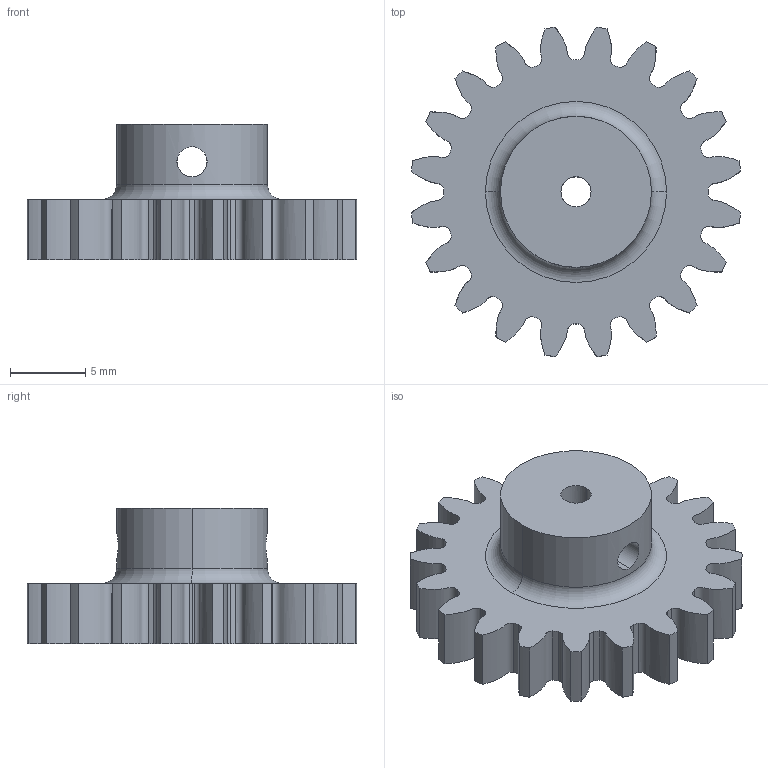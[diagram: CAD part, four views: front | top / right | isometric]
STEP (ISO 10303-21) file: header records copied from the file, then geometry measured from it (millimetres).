
FILE_DESCRIPTION (( 'STEP AP214' ), '1' );
FILE_NAME ('屾喘唳萇儂喘謫.STEP', '2024-12-18T05:57:39', ( '' ), ( '' ), 'SwSTEP 2.0', 'SolidWorks 2023', '' );
FILE_SCHEMA (( 'AUTOMOTIVE_DESIGN' ));
Length unit declared in the file: millimetre
Products named in the file (1): 少齿版电机齿轮
Bounding box: 21.83 x 21.83 x 9 mm (x, y, z)
Volume: 1579.7 mm3; surface area: 1345.5 mm2
Topology: 1 solids, 1 shells, 96 faces, 277 edges, 182 vertices
Faces by surface type: cylinder 51, bspline 40, plane 3, torus 2
Entity records: 7506 total; most frequent: CARTESIAN_POINT 5168, ORIENTED_EDGE 554, DIRECTION 393, EDGE_CURVE 277, VERTEX_POINT 182, AXIS2_PLACEMENT_3D 151, EDGE_LOOP 101, ADVANCED_FACE 96
